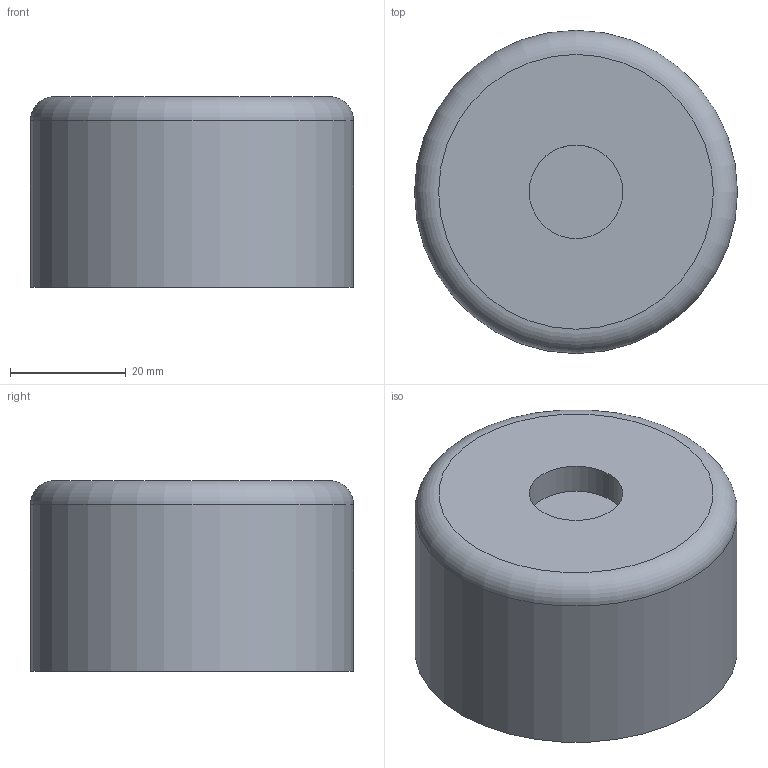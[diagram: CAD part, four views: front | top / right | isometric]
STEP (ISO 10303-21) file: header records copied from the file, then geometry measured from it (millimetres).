
FILE_DESCRIPTION(/* description */ (''),/* implementation_level */ '2;1');
FILE_NAME(/* name */ 'Shell.stp',/* time_stamp */ '2016-09-07T13:58:39-04:00',/* author */ ('Thomas Gurriet'),/* organization */ ('Georgia Tech'),/* preprocessor_version */ 'ST-DEVELOPER v16.5',/* originating_system */ 'Autodesk Inventor 2017',/* authorisation */ '');
FILE_SCHEMA (('AUTOMOTIVE_DESIGN { 1 0 10303 214 3 1 1 }'));
Length unit declared in the file: millimetre
Products named in the file (1): Shell
Bounding box: 55.88 x 55.88 x 33 mm (x, y, z)
Volume: 13452.9 mm3; surface area: 19123.5 mm2
Topology: 1 solids, 1 shells, 113 faces, 257 edges, 149 vertices
Faces by surface type: cylinder 44, plane 37, torus 16, sphere 16
Full cylindrical faces by diameter (mm): 16.175 x1, 19.175 x1, 53.88 x1, 55.88 x1
Entity records: 3206 total; most frequent: CARTESIAN_POINT 610, DIRECTION 586, ORIENTED_EDGE 502, EDGE_CURVE 251, AXIS2_PLACEMENT_3D 233, VERTEX_POINT 149, EDGE_LOOP 122, LINE 120
